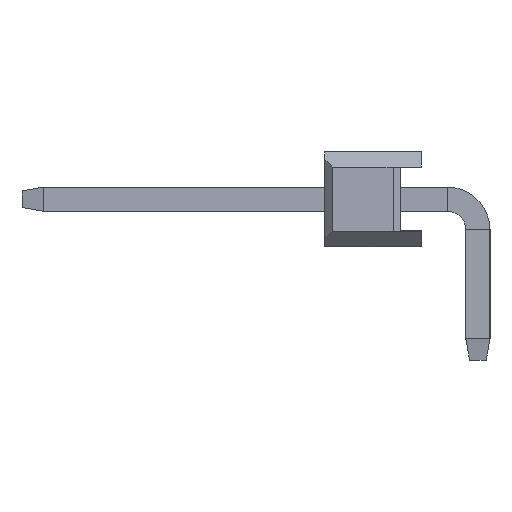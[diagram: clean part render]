
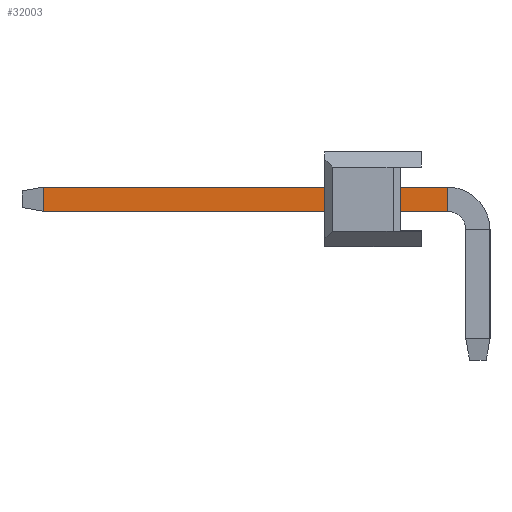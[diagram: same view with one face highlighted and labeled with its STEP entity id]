
A CAD part, left-side view. The second image highlights one B-rep face of the part: STEP entity #32003.
In plain terms, the highlighted planar face has unit normal (-1, 0, 0).
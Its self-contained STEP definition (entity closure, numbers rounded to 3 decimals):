
#2124 = VERTEX_POINT ( 'NONE', #6483 ) ;
#3310 = LINE ( 'NONE', #15839, #29643 ) ;
#3440 = DIRECTION ( 'NONE',  ( 1., 0., 0. ) ) ;
#3673 = LINE ( 'NONE', #16195, #39939 ) ;
#6483 = CARTESIAN_POINT ( 'NONE',  ( -71.44, -0.7, -0.32 ) ) ;
#6524 = FACE_OUTER_BOUND ( 'NONE', #39941, .T. ) ;
#7501 = DIRECTION ( 'NONE',  ( 0., 0., 1. ) ) ;
#8751 = ORIENTED_EDGE ( 'NONE', *, *, #27645, .T. ) ;
#9531 = DIRECTION ( 'NONE',  ( 0., -1., 0. ) ) ;
#12809 = ORIENTED_EDGE ( 'NONE', *, *, #24890, .F. ) ;
#15752 = VERTEX_POINT ( 'NONE', #23567 ) ;
#15839 = CARTESIAN_POINT ( 'NONE',  ( -71.44, 9.973, -0.32 ) ) ;
#15967 = DIRECTION ( 'NONE',  ( 0., 0., -1. ) ) ;
#16195 = CARTESIAN_POINT ( 'NONE',  ( -71.44, 10.54, -0.32 ) ) ;
#19040 = PLANE ( 'NONE',  #33689 ) ;
#21245 = VECTOR ( 'NONE', #9531, 1000. ) ;
#23019 = EDGE_CURVE ( 'NONE', #25900, #39878, #3310, .T. ) ;
#23087 = LINE ( 'NONE', #35596, #38935 ) ;
#23567 = CARTESIAN_POINT ( 'NONE',  ( -71.44, -0.7, 0.32 ) ) ;
#24890 = EDGE_CURVE ( 'NONE', #25900, #15752, #25107, .T. ) ;
#25107 = LINE ( 'NONE', #37606, #21245 ) ;
#25900 = VERTEX_POINT ( 'NONE', #38120 ) ;
#27645 = EDGE_CURVE ( 'NONE', #39878, #2124, #3673, .T. ) ;
#28333 = DIRECTION ( 'NONE',  ( 0., 0., -1. ) ) ;
#28690 = DIRECTION ( 'NONE',  ( 0., -1., 0. ) ) ;
#29643 = VECTOR ( 'NONE', #28333, 1000. ) ;
#30342 = ORIENTED_EDGE ( 'NONE', *, *, #23019, .T. ) ;
#31564 = CARTESIAN_POINT ( 'NONE',  ( -71.44, 10.54, 0.32 ) ) ;
#32003 = ADVANCED_FACE ( 'NONE', ( #6524 ), #19040, .F. ) ;
#32518 = EDGE_CURVE ( 'NONE', #2124, #15752, #23087, .T. ) ;
#33689 = AXIS2_PLACEMENT_3D ( 'NONE', #31564, #3440, #15967 ) ;
#35596 = CARTESIAN_POINT ( 'NONE',  ( -71.44, -0.7, 0.32 ) ) ;
#35600 = CARTESIAN_POINT ( 'NONE',  ( -71.44, 9.973, -0.32 ) ) ;
#37606 = CARTESIAN_POINT ( 'NONE',  ( -71.44, 10.54, 0.32 ) ) ;
#38120 = CARTESIAN_POINT ( 'NONE',  ( -71.44, 9.973, 0.32 ) ) ;
#38935 = VECTOR ( 'NONE', #7501, 1000. ) ;
#39878 = VERTEX_POINT ( 'NONE', #35600 ) ;
#39939 = VECTOR ( 'NONE', #28690, 1000. ) ;
#39941 = EDGE_LOOP ( 'NONE', ( #12809, #30342, #8751, #40554 ) ) ;
#40554 = ORIENTED_EDGE ( 'NONE', *, *, #32518, .T. ) ;
